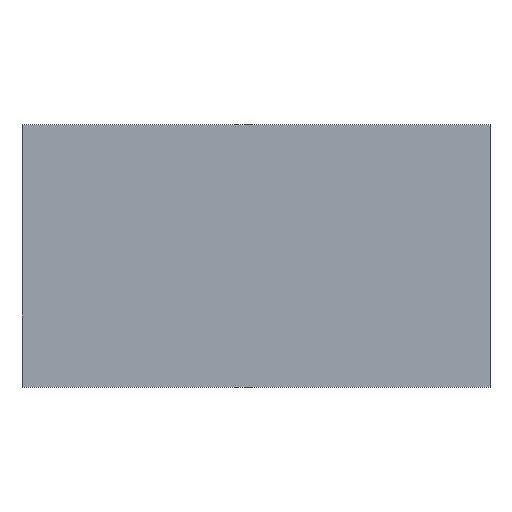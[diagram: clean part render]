
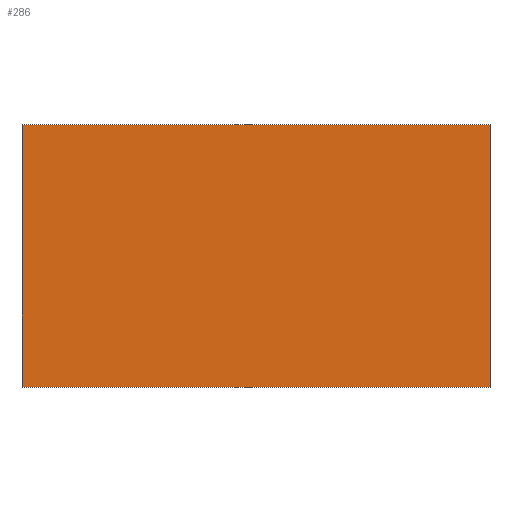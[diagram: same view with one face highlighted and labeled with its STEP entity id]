
A CAD part, top view. The second image highlights one B-rep face of the part: STEP entity #286.
In plain terms, the highlighted planar face has unit normal (0, 0, 1).
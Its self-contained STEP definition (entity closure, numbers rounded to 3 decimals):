
#32=FACE_OUTER_BOUND('',#50,.T.);
#50=EDGE_LOOP('',(#251,#252,#253,#254));
#80=LINE('',#451,#116);
#83=LINE('',#456,#119);
#85=LINE('',#460,#121);
#86=LINE('',#462,#122);
#116=VECTOR('',#372,10.);
#119=VECTOR('',#377,10.);
#121=VECTOR('',#381,10.);
#122=VECTOR('',#384,10.);
#143=VERTEX_POINT('',#448);
#144=VERTEX_POINT('',#450);
#145=VERTEX_POINT('',#454);
#146=VERTEX_POINT('',#458);
#176=EDGE_CURVE('',#144,#143,#80,.T.);
#179=EDGE_CURVE('',#143,#145,#83,.T.);
#181=EDGE_CURVE('',#145,#146,#85,.T.);
#182=EDGE_CURVE('',#146,#144,#86,.T.);
#251=ORIENTED_EDGE('',*,*,#182,.T.);
#252=ORIENTED_EDGE('',*,*,#176,.T.);
#253=ORIENTED_EDGE('',*,*,#179,.T.);
#254=ORIENTED_EDGE('',*,*,#181,.T.);
#270=PLANE('',#316);
#286=ADVANCED_FACE('',(#32),#270,.T.);
#316=AXIS2_PLACEMENT_3D('',#463,#385,#386);
#372=DIRECTION('',(-1.,0.,0.));
#377=DIRECTION('',(0.,-1.,0.));
#381=DIRECTION('',(1.,0.,0.));
#384=DIRECTION('',(0.,1.,0.));
#385=DIRECTION('center_axis',(0.,0.,1.));
#386=DIRECTION('ref_axis',(1.,0.,0.));
#448=CARTESIAN_POINT('',(-25.,14.,23.5));
#450=CARTESIAN_POINT('',(25.,14.,23.5));
#451=CARTESIAN_POINT('',(25.,14.,23.5));
#454=CARTESIAN_POINT('',(-25.,-14.,23.5));
#456=CARTESIAN_POINT('',(-25.,14.,23.5));
#458=CARTESIAN_POINT('',(25.,-14.,23.5));
#460=CARTESIAN_POINT('',(-25.,-14.,23.5));
#462=CARTESIAN_POINT('',(25.,-14.,23.5));
#463=CARTESIAN_POINT('Origin',(0.,0.,23.5));
